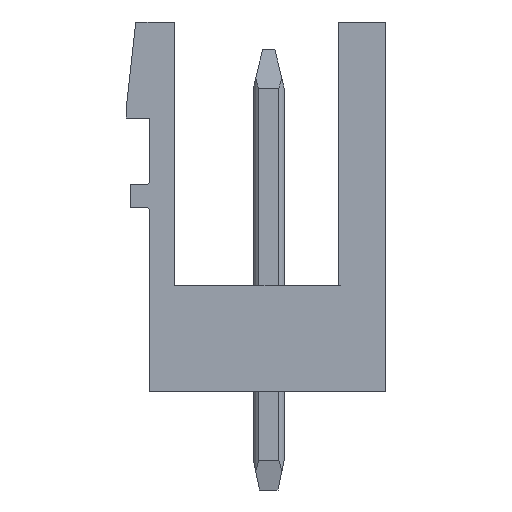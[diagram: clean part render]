
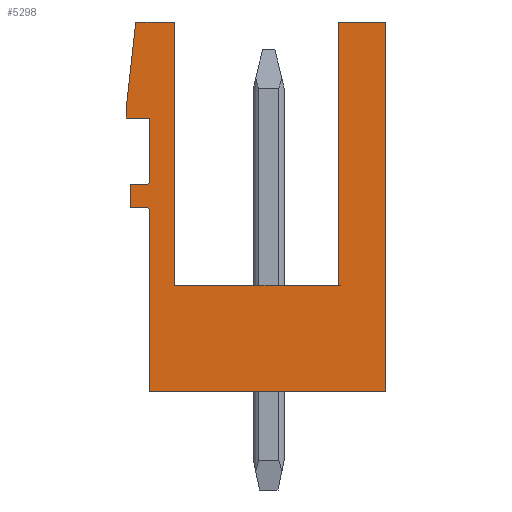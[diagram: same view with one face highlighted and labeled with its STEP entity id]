
A CAD part, left-side view. The second image highlights one B-rep face of the part: STEP entity #5298.
In plain terms, the highlighted planar face has unit normal (-1, 0, 0).
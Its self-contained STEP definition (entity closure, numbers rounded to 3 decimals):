
#3484=AXIS2_PLACEMENT_3D('Circle Axis2P3D',#3482,#3483,$) ;
#3608=AXIS2_PLACEMENT_3D('Circle Axis2P3D',#3606,#3607,$) ;
#5253=AXIS2_PLACEMENT_3D('Plane Axis2P3D',#5250,#5251,#5252) ;
#49=CARTESIAN_POINT('Vertex',(0.,0.,15.2)) ;
#52=CARTESIAN_POINT('Line Origine',(0.,0.,9.2)) ;
#56=CARTESIAN_POINT('Vertex',(0.,0.,3.2)) ;
#89=CARTESIAN_POINT('Vertex',(0.,8.12,15.2)) ;
#92=CARTESIAN_POINT('Line Origine',(0.,7.49,15.2)) ;
#96=CARTESIAN_POINT('Vertex',(0.,6.86,15.2)) ;
#1831=CARTESIAN_POINT('Line Origine',(0.,0.77,15.2)) ;
#1835=CARTESIAN_POINT('Vertex',(0.,1.54,15.2)) ;
#2443=CARTESIAN_POINT('Vertex',(0.,8.43,12.08)) ;
#2446=CARTESIAN_POINT('Line Origine',(0.,8.43,12.24)) ;
#2450=CARTESIAN_POINT('Vertex',(0.,8.43,12.4)) ;
#2817=CARTESIAN_POINT('Vertex',(0.,7.68,12.08)) ;
#2820=CARTESIAN_POINT('Line Origine',(0.,8.055,12.08)) ;
#3333=CARTESIAN_POINT('Vertex',(0.,7.68,10.03)) ;
#3336=CARTESIAN_POINT('Line Origine',(0.,7.68,11.055)) ;
#3479=CARTESIAN_POINT('Vertex',(0.,7.78,9.93)) ;
#3482=CARTESIAN_POINT('Axis2P3D Location',(0.,7.78,10.03)) ;
#3510=CARTESIAN_POINT('Vertex',(0.,8.3,9.93)) ;
#3513=CARTESIAN_POINT('Line Origine',(0.,8.04,9.93)) ;
#3541=CARTESIAN_POINT('Vertex',(0.,8.3,9.18)) ;
#3544=CARTESIAN_POINT('Line Origine',(0.,8.3,9.555)) ;
#3572=CARTESIAN_POINT('Vertex',(0.,7.78,9.18)) ;
#3575=CARTESIAN_POINT('Line Origine',(0.,8.04,9.18)) ;
#3603=CARTESIAN_POINT('Vertex',(0.,7.68,9.08)) ;
#3606=CARTESIAN_POINT('Axis2P3D Location',(0.,7.78,9.08)) ;
#3629=CARTESIAN_POINT('Vertex',(0.,7.68,3.2)) ;
#3632=CARTESIAN_POINT('Line Origine',(0.,7.68,6.14)) ;
#3654=CARTESIAN_POINT('Line Origine',(0.,3.84,3.2)) ;
#5250=CARTESIAN_POINT('Axis2P3D Location',(0.,0.,0.)) ;
#5255=CARTESIAN_POINT('Line Origine',(0.,8.275,13.8)) ;
#5260=CARTESIAN_POINT('Line Origine',(0.,1.54,10.925)) ;
#5264=CARTESIAN_POINT('Vertex',(0.,1.54,6.65)) ;
#5267=CARTESIAN_POINT('Line Origine',(0.,4.2,6.65)) ;
#5271=CARTESIAN_POINT('Vertex',(0.,6.86,6.65)) ;
#5274=CARTESIAN_POINT('Line Origine',(0.,6.86,10.925)) ;
#53=DIRECTION('Vector Direction',(0.,0.,1.)) ;
#93=DIRECTION('Vector Direction',(0.,-1.,0.)) ;
#1832=DIRECTION('Vector Direction',(0.,-1.,0.)) ;
#2447=DIRECTION('Vector Direction',(0.,0.,1.)) ;
#2821=DIRECTION('Vector Direction',(0.,1.,0.)) ;
#3337=DIRECTION('Vector Direction',(0.,0.,1.)) ;
#3483=DIRECTION('Axis2P3D Direction',(-1.,0.,0.)) ;
#3514=DIRECTION('Vector Direction',(0.,-1.,0.)) ;
#3545=DIRECTION('Vector Direction',(0.,0.,1.)) ;
#3576=DIRECTION('Vector Direction',(0.,1.,0.)) ;
#3607=DIRECTION('Axis2P3D Direction',(-1.,0.,0.)) ;
#3633=DIRECTION('Vector Direction',(0.,0.,-1.)) ;
#3655=DIRECTION('Vector Direction',(0.,1.,0.)) ;
#5251=DIRECTION('Axis2P3D Direction',(-1.,0.,0.)) ;
#5252=DIRECTION('Axis2P3D XDirection',(0.,0.,1.)) ;
#5256=DIRECTION('Vector Direction',(0.,-0.11,0.994)) ;
#5261=DIRECTION('Vector Direction',(0.,0.,-1.)) ;
#5268=DIRECTION('Vector Direction',(0.,-1.,0.)) ;
#5275=DIRECTION('Vector Direction',(0.,0.,-1.)) ;
#54=VECTOR('Line Direction',#53,1.) ;
#94=VECTOR('Line Direction',#93,1.) ;
#1833=VECTOR('Line Direction',#1832,1.) ;
#2448=VECTOR('Line Direction',#2447,1.) ;
#2822=VECTOR('Line Direction',#2821,1.) ;
#3338=VECTOR('Line Direction',#3337,1.) ;
#3515=VECTOR('Line Direction',#3514,1.) ;
#3546=VECTOR('Line Direction',#3545,1.) ;
#3577=VECTOR('Line Direction',#3576,1.) ;
#3634=VECTOR('Line Direction',#3633,1.) ;
#3656=VECTOR('Line Direction',#3655,1.) ;
#5257=VECTOR('Line Direction',#5256,1.) ;
#5262=VECTOR('Line Direction',#5261,1.) ;
#5269=VECTOR('Line Direction',#5268,1.) ;
#5276=VECTOR('Line Direction',#5275,1.) ;
#5280=ORIENTED_EDGE('',*,*,#98,.T.) ;
#5281=ORIENTED_EDGE('',*,*,#5259,.F.) ;
#5282=ORIENTED_EDGE('',*,*,#2452,.T.) ;
#5283=ORIENTED_EDGE('',*,*,#2824,.T.) ;
#5284=ORIENTED_EDGE('',*,*,#3340,.T.) ;
#5285=ORIENTED_EDGE('',*,*,#3486,.T.) ;
#5286=ORIENTED_EDGE('',*,*,#3517,.T.) ;
#5287=ORIENTED_EDGE('',*,*,#3548,.T.) ;
#5288=ORIENTED_EDGE('',*,*,#3579,.T.) ;
#5289=ORIENTED_EDGE('',*,*,#3610,.T.) ;
#5290=ORIENTED_EDGE('',*,*,#3636,.T.) ;
#5291=ORIENTED_EDGE('',*,*,#3658,.T.) ;
#5292=ORIENTED_EDGE('',*,*,#58,.T.) ;
#5293=ORIENTED_EDGE('',*,*,#1837,.T.) ;
#5294=ORIENTED_EDGE('',*,*,#5266,.T.) ;
#5295=ORIENTED_EDGE('',*,*,#5273,.F.) ;
#5296=ORIENTED_EDGE('',*,*,#5278,.F.) ;
#5298=ADVANCED_FACE('HOUSING',(#5297),#5254,.T.) ;
#3485=CIRCLE('generated circle',#3484,0.1) ;
#3609=CIRCLE('generated circle',#3608,0.1) ;
#58=EDGE_CURVE('',#57,#50,#55,.T.) ;
#98=EDGE_CURVE('',#97,#90,#95,.F.) ;
#1837=EDGE_CURVE('',#50,#1836,#1834,.F.) ;
#2452=EDGE_CURVE('',#2451,#2444,#2449,.F.) ;
#2824=EDGE_CURVE('',#2444,#2818,#2823,.F.) ;
#3340=EDGE_CURVE('',#2818,#3334,#3339,.F.) ;
#3486=EDGE_CURVE('',#3334,#3480,#3485,.F.) ;
#3517=EDGE_CURVE('',#3480,#3511,#3516,.F.) ;
#3548=EDGE_CURVE('',#3511,#3542,#3547,.F.) ;
#3579=EDGE_CURVE('',#3542,#3573,#3578,.F.) ;
#3610=EDGE_CURVE('',#3573,#3604,#3609,.F.) ;
#3636=EDGE_CURVE('',#3604,#3630,#3635,.T.) ;
#3658=EDGE_CURVE('',#3630,#57,#3657,.F.) ;
#5259=EDGE_CURVE('',#2451,#90,#5258,.T.) ;
#5266=EDGE_CURVE('',#1836,#5265,#5263,.T.) ;
#5273=EDGE_CURVE('',#5272,#5265,#5270,.T.) ;
#5278=EDGE_CURVE('',#97,#5272,#5277,.T.) ;
#5279=EDGE_LOOP('',(#5280,#5281,#5282,#5283,#5284,#5285,#5286,#5287,#5288,#5289,#5290,#5291,#5292,#5293,#5294,#5295,#5296)) ;
#5297=FACE_OUTER_BOUND('',#5279,.T.) ;
#55=LINE('Line',#52,#54) ;
#95=LINE('Line',#92,#94) ;
#1834=LINE('Line',#1831,#1833) ;
#2449=LINE('Line',#2446,#2448) ;
#2823=LINE('Line',#2820,#2822) ;
#3339=LINE('Line',#3336,#3338) ;
#3516=LINE('Line',#3513,#3515) ;
#3547=LINE('Line',#3544,#3546) ;
#3578=LINE('Line',#3575,#3577) ;
#3635=LINE('Line',#3632,#3634) ;
#3657=LINE('Line',#3654,#3656) ;
#5258=LINE('Line',#5255,#5257) ;
#5263=LINE('Line',#5260,#5262) ;
#5270=LINE('Line',#5267,#5269) ;
#5277=LINE('Line',#5274,#5276) ;
#5254=PLANE('',#5253) ;
#50=VERTEX_POINT('',#49) ;
#57=VERTEX_POINT('',#56) ;
#90=VERTEX_POINT('',#89) ;
#97=VERTEX_POINT('',#96) ;
#1836=VERTEX_POINT('',#1835) ;
#2444=VERTEX_POINT('',#2443) ;
#2451=VERTEX_POINT('',#2450) ;
#2818=VERTEX_POINT('',#2817) ;
#3334=VERTEX_POINT('',#3333) ;
#3480=VERTEX_POINT('',#3479) ;
#3511=VERTEX_POINT('',#3510) ;
#3542=VERTEX_POINT('',#3541) ;
#3573=VERTEX_POINT('',#3572) ;
#3604=VERTEX_POINT('',#3603) ;
#3630=VERTEX_POINT('',#3629) ;
#5265=VERTEX_POINT('',#5264) ;
#5272=VERTEX_POINT('',#5271) ;
